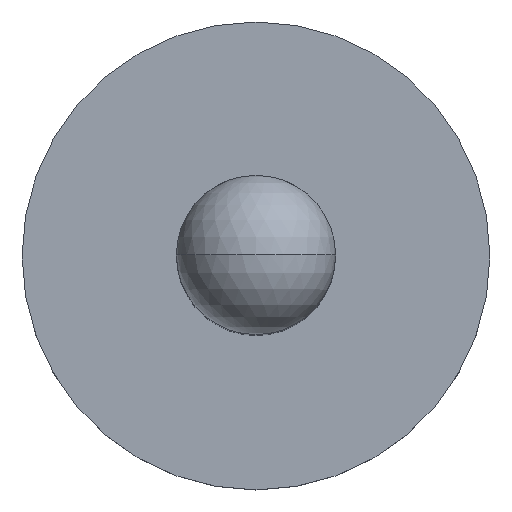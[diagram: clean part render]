
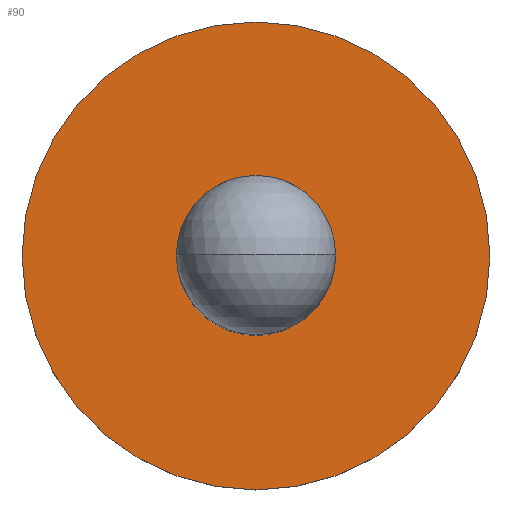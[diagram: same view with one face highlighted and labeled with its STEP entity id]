
A CAD part, top view. The second image highlights one B-rep face of the part: STEP entity #90.
In plain terms, the highlighted planar face has unit normal (0, 0, 1).
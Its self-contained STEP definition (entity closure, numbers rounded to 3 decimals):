
#22 = PLANE ( 'NONE',  #652 ) ;
#64 = AXIS2_PLACEMENT_3D ( 'NONE', #326, #140, #271 ) ;
#90 = ADVANCED_FACE ( 'NONE', ( #619, #285 ), #22, .F. ) ;
#107 = CARTESIAN_POINT ( 'NONE',  ( 0., 0., 7.98 ) ) ;
#140 = DIRECTION ( 'NONE',  ( 0., 0., 1. ) ) ;
#158 = DIRECTION ( 'NONE',  ( 0., 0., -1. ) ) ;
#178 = DIRECTION ( 'NONE',  ( 1., 0., 0. ) ) ;
#189 = AXIS2_PLACEMENT_3D ( 'NONE', #107, #616, #541 ) ;
#226 = ORIENTED_EDGE ( 'NONE', *, *, #491, .T. ) ;
#244 = AXIS2_PLACEMENT_3D ( 'NONE', #625, #360, #552 ) ;
#271 = DIRECTION ( 'NONE',  ( 1., 0., 0. ) ) ;
#284 = VERTEX_POINT ( 'NONE', #729 ) ;
#285 = FACE_OUTER_BOUND ( 'NONE', #753, .T. ) ;
#289 = EDGE_LOOP ( 'NONE', ( #468, #781 ) ) ;
#297 = VERTEX_POINT ( 'NONE', #411 ) ;
#304 = EDGE_CURVE ( 'NONE', #284, #424, #631, .T. ) ;
#326 = CARTESIAN_POINT ( 'NONE',  ( 0., 0., 7.98 ) ) ;
#360 = DIRECTION ( 'NONE',  ( 0., 0., 1. ) ) ;
#373 = CIRCLE ( 'NONE', #669, 0.94 ) ;
#379 = EDGE_CURVE ( 'NONE', #297, #799, #769, .T. ) ;
#405 = ORIENTED_EDGE ( 'NONE', *, *, #304, .T. ) ;
#411 = CARTESIAN_POINT ( 'NONE',  ( 0.32, 0., 7.98 ) ) ;
#424 = VERTEX_POINT ( 'NONE', #800 ) ;
#465 = CARTESIAN_POINT ( 'NONE',  ( -0.32, 0., 7.98 ) ) ;
#468 = ORIENTED_EDGE ( 'NONE', *, *, #379, .F. ) ;
#491 = EDGE_CURVE ( 'NONE', #424, #284, #373, .T. ) ;
#493 = CARTESIAN_POINT ( 'NONE',  ( 0., 0., 7.98 ) ) ;
#498 = DIRECTION ( 'NONE',  ( 0., 0., 1. ) ) ;
#541 = DIRECTION ( 'NONE',  ( 1., 0., 0. ) ) ;
#552 = DIRECTION ( 'NONE',  ( 1., 0., 0. ) ) ;
#604 = DIRECTION ( 'NONE',  ( -1., 0., 0. ) ) ;
#616 = DIRECTION ( 'NONE',  ( 0., 0., 1. ) ) ;
#619 = FACE_BOUND ( 'NONE', #289, .T. ) ;
#625 = CARTESIAN_POINT ( 'NONE',  ( 0., 0., 7.98 ) ) ;
#631 = CIRCLE ( 'NONE', #189, 0.94 ) ;
#652 = AXIS2_PLACEMENT_3D ( 'NONE', #715, #158, #604 ) ;
#655 = CIRCLE ( 'NONE', #64, 0.32 ) ;
#669 = AXIS2_PLACEMENT_3D ( 'NONE', #493, #498, #178 ) ;
#715 = CARTESIAN_POINT ( 'NONE',  ( -0.94, 0., 7.98 ) ) ;
#729 = CARTESIAN_POINT ( 'NONE',  ( 0.94, 0., 7.98 ) ) ;
#736 = EDGE_CURVE ( 'NONE', #799, #297, #655, .T. ) ;
#753 = EDGE_LOOP ( 'NONE', ( #405, #226 ) ) ;
#769 = CIRCLE ( 'NONE', #244, 0.32 ) ;
#781 = ORIENTED_EDGE ( 'NONE', *, *, #736, .F. ) ;
#799 = VERTEX_POINT ( 'NONE', #465 ) ;
#800 = CARTESIAN_POINT ( 'NONE',  ( -0.94, 0., 7.98 ) ) ;
